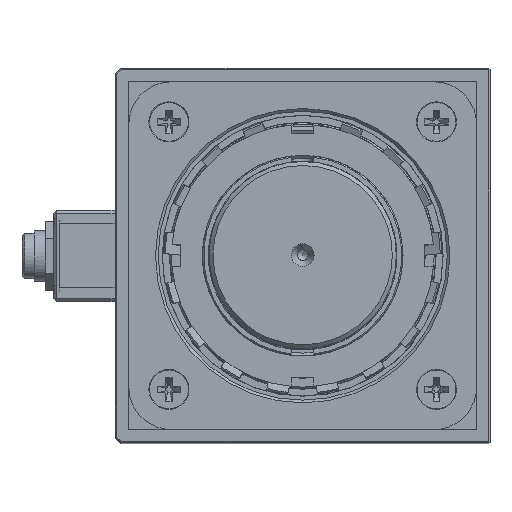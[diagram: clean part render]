
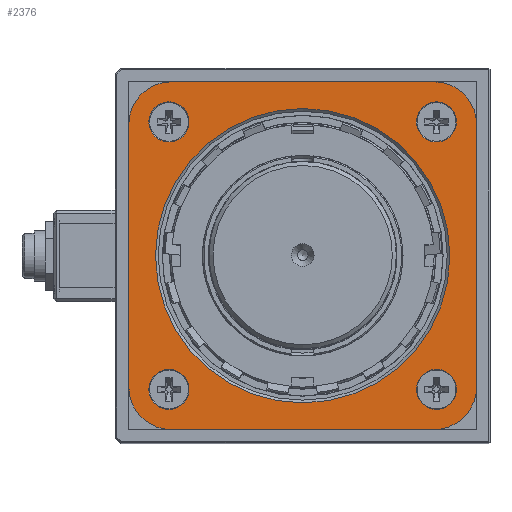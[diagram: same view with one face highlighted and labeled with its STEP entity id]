
A CAD part, top view. The second image highlights one B-rep face of the part: STEP entity #2376.
In plain terms, the highlighted planar face has unit normal (0, 0, 1).
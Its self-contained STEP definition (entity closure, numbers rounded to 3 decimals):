
#2376 = ADVANCED_FACE( '', ( #5012, #5013, #5014, #5015, #5016, #5017 ), #5018, .T. );
#5012 = FACE_BOUND( '', #8566, .T. );
#5013 = FACE_BOUND( '', #8567, .T. );
#5014 = FACE_BOUND( '', #8568, .T. );
#5015 = FACE_BOUND( '', #8569, .T. );
#5016 = FACE_BOUND( '', #8570, .T. );
#5017 = FACE_OUTER_BOUND( '', #8571, .T. );
#5018 = PLANE( '', #8572 );
#8566 = EDGE_LOOP( '', ( #13542 ) );
#8567 = EDGE_LOOP( '', ( #13543 ) );
#8568 = EDGE_LOOP( '', ( #13544 ) );
#8569 = EDGE_LOOP( '', ( #13545 ) );
#8570 = EDGE_LOOP( '', ( #13546 ) );
#8571 = EDGE_LOOP( '', ( #13547, #13548, #13549, #13550, #13551, #13552, #13553, #13554 ) );
#8572 = AXIS2_PLACEMENT_3D( '', #13555, #13556, #13557 );
#13542 = ORIENTED_EDGE( '', *, *, #19876, .T. );
#13543 = ORIENTED_EDGE( '', *, *, #20147, .T. );
#13544 = ORIENTED_EDGE( '', *, *, #19725, .T. );
#13545 = ORIENTED_EDGE( '', *, *, #20148, .T. );
#13546 = ORIENTED_EDGE( '', *, *, #19092, .T. );
#13547 = ORIENTED_EDGE( '', *, *, #20149, .T. );
#13548 = ORIENTED_EDGE( '', *, *, #19815, .T. );
#13549 = ORIENTED_EDGE( '', *, *, #19896, .T. );
#13550 = ORIENTED_EDGE( '', *, *, #20150, .T. );
#13551 = ORIENTED_EDGE( '', *, *, #20151, .T. );
#13552 = ORIENTED_EDGE( '', *, *, #19574, .T. );
#13553 = ORIENTED_EDGE( '', *, *, #20152, .T. );
#13554 = ORIENTED_EDGE( '', *, *, #20153, .T. );
#13555 = CARTESIAN_POINT( '', ( -65., -65., 11.5 ) );
#13556 = DIRECTION( '', ( 0., 0., 1. ) );
#13557 = DIRECTION( '', ( 1., 0., 0. ) );
#19092 = EDGE_CURVE( '', #22524, #22524, #22525, .T. );
#19574 = EDGE_CURVE( '', #23335, #23336, #23337, .T. );
#19725 = EDGE_CURVE( '', #23579, #23579, #23580, .T. );
#19815 = EDGE_CURVE( '', #23721, #23722, #23723, .T. );
#19876 = EDGE_CURVE( '', #23812, #23812, #23813, .F. );
#19896 = EDGE_CURVE( '', #23722, #23839, #23840, .T. );
#20147 = EDGE_CURVE( '', #24226, #24226, #24227, .T. );
#20148 = EDGE_CURVE( '', #24228, #24228, #24229, .T. );
#20149 = EDGE_CURVE( '', #24230, #23721, #24231, .T. );
#20150 = EDGE_CURVE( '', #23839, #24232, #24233, .T. );
#20151 = EDGE_CURVE( '', #24232, #23335, #24234, .T. );
#20152 = EDGE_CURVE( '', #23336, #24235, #24236, .T. );
#20153 = EDGE_CURVE( '', #24235, #24230, #24237, .T. );
#22524 = VERTEX_POINT( '', #27482 );
#22525 = CIRCLE( '', #27483, 7.5 );
#23335 = VERTEX_POINT( '', #28643 );
#23336 = VERTEX_POINT( '', #28644 );
#23337 = CIRCLE( '', #28645, 16. );
#23579 = VERTEX_POINT( '', #29048 );
#23580 = CIRCLE( '', #29049, 7.5 );
#23721 = VERTEX_POINT( '', #29242 );
#23722 = VERTEX_POINT( '', #29243 );
#23723 = CIRCLE( '', #29244, 16. );
#23812 = VERTEX_POINT( '', #29412 );
#23813 = CIRCLE( '', #29413, 55. );
#23839 = VERTEX_POINT( '', #29447 );
#23840 = LINE( '', #29448, #29449 );
#24226 = VERTEX_POINT( '', #30177 );
#24227 = CIRCLE( '', #30178, 7.5 );
#24228 = VERTEX_POINT( '', #30179 );
#24229 = CIRCLE( '', #30180, 7.5 );
#24230 = VERTEX_POINT( '', #30181 );
#24231 = LINE( '', #30182, #30183 );
#24232 = VERTEX_POINT( '', #30184 );
#24233 = CIRCLE( '', #30185, 16. );
#24234 = LINE( '', #30186, #30187 );
#24235 = VERTEX_POINT( '', #30188 );
#24236 = LINE( '', #30189, #30190 );
#24237 = CIRCLE( '', #30191, 16. );
#27482 = CARTESIAN_POINT( '', ( -50., 57.5, 11.5 ) );
#27483 = AXIS2_PLACEMENT_3D( '', #33632, #33633, #33634 );
#28643 = CARTESIAN_POINT( '', ( 65., 49., 11.5 ) );
#28644 = CARTESIAN_POINT( '', ( 49., 65., 11.5 ) );
#28645 = AXIS2_PLACEMENT_3D( '', #34238, #34239, #34240 );
#29048 = CARTESIAN_POINT( '', ( 50., -57.5, 11.5 ) );
#29049 = AXIS2_PLACEMENT_3D( '', #34432, #34433, #34434 );
#29242 = CARTESIAN_POINT( '', ( -65., -49., 11.5 ) );
#29243 = CARTESIAN_POINT( '', ( -49., -65., 11.5 ) );
#29244 = AXIS2_PLACEMENT_3D( '', #34559, #34560, #34561 );
#29412 = CARTESIAN_POINT( '', ( 55., 0., 11.5 ) );
#29413 = AXIS2_PLACEMENT_3D( '', #34636, #34637, #34638 );
#29447 = CARTESIAN_POINT( '', ( 49., -65., 11.5 ) );
#29448 = CARTESIAN_POINT( '', ( -65., -65., 11.5 ) );
#29449 = VECTOR( '', #34656, 1000. );
#30177 = CARTESIAN_POINT( '', ( -57.5, -50., 11.5 ) );
#30178 = AXIS2_PLACEMENT_3D( '', #34914, #34915, #34916 );
#30179 = CARTESIAN_POINT( '', ( 57.5, 50., 11.5 ) );
#30180 = AXIS2_PLACEMENT_3D( '', #34917, #34918, #34919 );
#30181 = CARTESIAN_POINT( '', ( -65., 49., 11.5 ) );
#30182 = CARTESIAN_POINT( '', ( -65., 65., 11.5 ) );
#30183 = VECTOR( '', #34920, 1000. );
#30184 = CARTESIAN_POINT( '', ( 65., -49., 11.5 ) );
#30185 = AXIS2_PLACEMENT_3D( '', #34921, #34922, #34923 );
#30186 = CARTESIAN_POINT( '', ( 65., -65., 11.5 ) );
#30187 = VECTOR( '', #34924, 1000. );
#30188 = CARTESIAN_POINT( '', ( -49., 65., 11.5 ) );
#30189 = CARTESIAN_POINT( '', ( 65., 65., 11.5 ) );
#30190 = VECTOR( '', #34925, 1000. );
#30191 = AXIS2_PLACEMENT_3D( '', #34926, #34927, #34928 );
#33632 = CARTESIAN_POINT( '', ( -50., 50., 11.5 ) );
#33633 = DIRECTION( '', ( 0., 0., -1. ) );
#33634 = DIRECTION( '', ( 0., 1., 0. ) );
#34238 = CARTESIAN_POINT( '', ( 49., 49., 11.5 ) );
#34239 = DIRECTION( '', ( 0., 0., 1. ) );
#34240 = DIRECTION( '', ( 1., 0., 0. ) );
#34432 = CARTESIAN_POINT( '', ( 50., -50., 11.5 ) );
#34433 = DIRECTION( '', ( 0., 0., -1. ) );
#34434 = DIRECTION( '', ( 0., -1., 0. ) );
#34559 = CARTESIAN_POINT( '', ( -49., -49., 11.5 ) );
#34560 = DIRECTION( '', ( 0., 0., 1. ) );
#34561 = DIRECTION( '', ( 1., 0., 0. ) );
#34636 = CARTESIAN_POINT( '', ( 0., 0., 11.5 ) );
#34637 = DIRECTION( '', ( 0., 0., 1. ) );
#34638 = DIRECTION( '', ( 1., 0., 0. ) );
#34656 = DIRECTION( '', ( 1., 0., 0. ) );
#34914 = CARTESIAN_POINT( '', ( -50., -50., 11.5 ) );
#34915 = DIRECTION( '', ( 0., 0., -1. ) );
#34916 = DIRECTION( '', ( -1., 0., 0. ) );
#34917 = CARTESIAN_POINT( '', ( 50., 50., 11.5 ) );
#34918 = DIRECTION( '', ( 0., 0., -1. ) );
#34919 = DIRECTION( '', ( 1., 0., 0. ) );
#34920 = DIRECTION( '', ( 0., -1., 0. ) );
#34921 = CARTESIAN_POINT( '', ( 49., -49., 11.5 ) );
#34922 = DIRECTION( '', ( 0., 0., 1. ) );
#34923 = DIRECTION( '', ( 1., 0., 0. ) );
#34924 = DIRECTION( '', ( 0., 1., 0. ) );
#34925 = DIRECTION( '', ( -1., 0., 0. ) );
#34926 = CARTESIAN_POINT( '', ( -49., 49., 11.5 ) );
#34927 = DIRECTION( '', ( 0., 0., 1. ) );
#34928 = DIRECTION( '', ( 1., 0., 0. ) );
